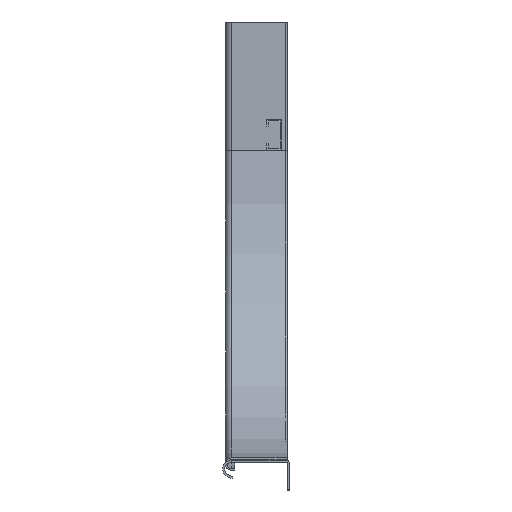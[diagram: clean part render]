
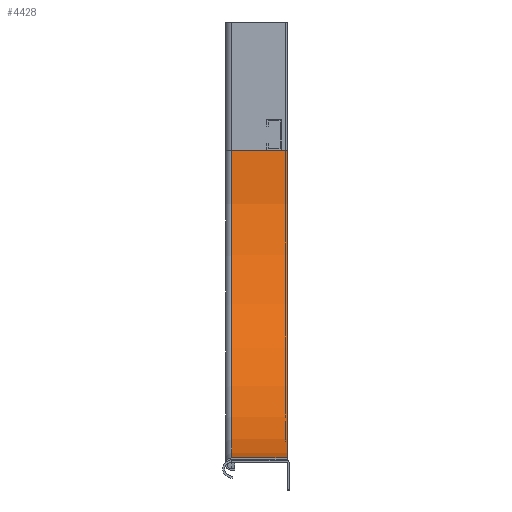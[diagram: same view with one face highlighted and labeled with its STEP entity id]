
A CAD part, left-side view. The second image highlights one B-rep face of the part: STEP entity #4428.
In plain terms, the highlighted cylindrical face has radius 300 mm (diameter 600 mm), a partial arc.
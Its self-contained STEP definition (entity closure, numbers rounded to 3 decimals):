
#1113 = DIRECTION ( 'NONE',  ( 0., 1., 0. ) ) ;
#1146 = CARTESIAN_POINT ( 'NONE',  ( 300., 2.5, -425. ) ) ;
#1435 = EDGE_LOOP ( 'NONE', ( #7445, #4163, #9121, #8578 ) ) ;
#2366 = AXIS2_PLACEMENT_3D ( 'NONE', #5571, #3209, #3145 ) ;
#2635 = VERTEX_POINT ( 'NONE', #3895 ) ;
#2783 = VERTEX_POINT ( 'NONE', #7913 ) ;
#3102 = VECTOR ( 'NONE', #1113, 1000. ) ;
#3104 = LINE ( 'NONE', #1146, #3102 ) ;
#3145 = DIRECTION ( 'NONE',  ( 1., 0., 0. ) ) ;
#3209 = DIRECTION ( 'NONE',  ( 0., -1., 0. ) ) ;
#3888 = CIRCLE ( 'NONE', #10072, 300. ) ;
#3895 = CARTESIAN_POINT ( 'NONE',  ( 0., 0., -125. ) ) ;
#4079 = EDGE_CURVE ( 'NONE', #2635, #4377, #8241, .T. ) ;
#4133 = LINE ( 'NONE', #7032, #8102 ) ;
#4163 = ORIENTED_EDGE ( 'NONE', *, *, #4079, .T. ) ;
#4377 = VERTEX_POINT ( 'NONE', #6450 ) ;
#4428 = ADVANCED_FACE ( 'NONE', ( #8209 ), #4914, .F. ) ;
#4742 = EDGE_CURVE ( 'NONE', #4377, #2783, #3104, .T. ) ;
#4914 = CYLINDRICAL_SURFACE ( 'NONE', #8314, 300. ) ;
#5428 = VERTEX_POINT ( 'NONE', #10687 ) ;
#5440 = CARTESIAN_POINT ( 'NONE',  ( 300., 0., -125. ) ) ;
#5549 = DIRECTION ( 'NONE',  ( 0., -1., 0. ) ) ;
#5571 = CARTESIAN_POINT ( 'NONE',  ( 300., 0., -125. ) ) ;
#5623 = DIRECTION ( 'NONE',  ( 0., 0., -1. ) ) ;
#5962 = DIRECTION ( 'NONE',  ( 0., 0., -1. ) ) ;
#5973 = DIRECTION ( 'NONE',  ( 0., -1., 0. ) ) ;
#5989 = CARTESIAN_POINT ( 'NONE',  ( 300., 54., -125. ) ) ;
#6171 = EDGE_CURVE ( 'NONE', #5428, #2783, #3888, .T. ) ;
#6450 = CARTESIAN_POINT ( 'NONE',  ( 300., 0., -425. ) ) ;
#6650 = DIRECTION ( 'NONE',  ( 0., 1., 0. ) ) ;
#7032 = CARTESIAN_POINT ( 'NONE',  ( 0., 2.5, -125. ) ) ;
#7276 = EDGE_CURVE ( 'NONE', #2635, #5428, #4133, .T. ) ;
#7445 = ORIENTED_EDGE ( 'NONE', *, *, #7276, .F. ) ;
#7913 = CARTESIAN_POINT ( 'NONE',  ( 300., 54., -425. ) ) ;
#8102 = VECTOR ( 'NONE', #6650, 1000. ) ;
#8209 = FACE_OUTER_BOUND ( 'NONE', #1435, .T. ) ;
#8241 = CIRCLE ( 'NONE', #2366, 300. ) ;
#8314 = AXIS2_PLACEMENT_3D ( 'NONE', #5440, #5549, #5623 ) ;
#8578 = ORIENTED_EDGE ( 'NONE', *, *, #6171, .F. ) ;
#9121 = ORIENTED_EDGE ( 'NONE', *, *, #4742, .T. ) ;
#10072 = AXIS2_PLACEMENT_3D ( 'NONE', #5989, #5973, #5962 ) ;
#10687 = CARTESIAN_POINT ( 'NONE',  ( 0., 54., -125. ) ) ;
